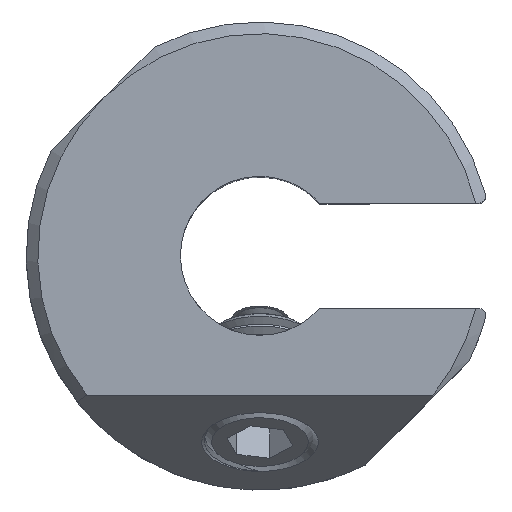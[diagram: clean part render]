
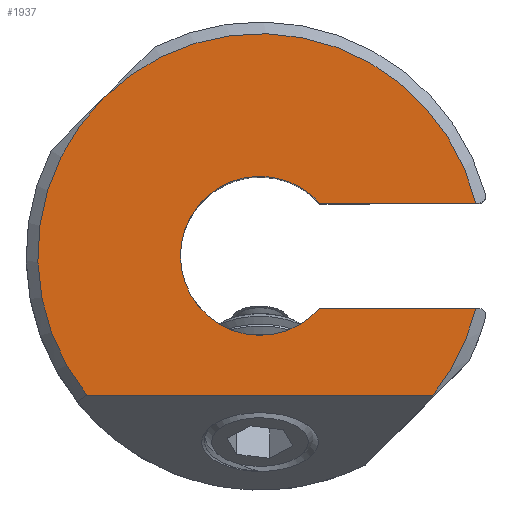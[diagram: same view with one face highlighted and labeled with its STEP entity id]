
A CAD part, top view. The second image highlights one B-rep face of the part: STEP entity #1937.
In plain terms, the highlighted planar face has unit normal (0, 0, 1).
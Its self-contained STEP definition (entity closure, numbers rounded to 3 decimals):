
#28=PLANE('',#2100);
#148=FACE_OUTER_BOUND('',#263,.T.);
#263=EDGE_LOOP('',(#1392,#1393,#1394,#1395,#1396,#1397,#1398));
#363=CIRCLE('',#2064,9.5);
#369=CIRCLE('',#2078,3.4);
#383=CIRCLE('',#2101,9.5);
#384=CIRCLE('',#2102,9.5);
#534=LINE('',#3750,#672);
#535=LINE('',#3753,#673);
#536=LINE('',#3755,#674);
#672=VECTOR('',#2404,1000.);
#673=VECTOR('',#2407,1000.);
#674=VECTOR('',#2408,1000.);
#797=VERTEX_POINT('',#3236);
#798=VERTEX_POINT('',#3237);
#815=VERTEX_POINT('',#3473);
#816=VERTEX_POINT('',#3475);
#857=VERTEX_POINT('',#3749);
#858=VERTEX_POINT('',#3751);
#859=VERTEX_POINT('',#3754);
#997=EDGE_CURVE('',#797,#798,#363,.T.);
#1020=EDGE_CURVE('',#815,#816,#369,.T.);
#1071=EDGE_CURVE('',#798,#857,#534,.T.);
#1072=EDGE_CURVE('',#857,#858,#383,.T.);
#1073=EDGE_CURVE('',#816,#858,#535,.T.);
#1074=EDGE_CURVE('',#859,#815,#536,.T.);
#1075=EDGE_CURVE('',#859,#797,#384,.T.);
#1392=ORIENTED_EDGE('',*,*,#1071,.T.);
#1393=ORIENTED_EDGE('',*,*,#1072,.T.);
#1394=ORIENTED_EDGE('',*,*,#1073,.F.);
#1395=ORIENTED_EDGE('',*,*,#1020,.F.);
#1396=ORIENTED_EDGE('',*,*,#1074,.F.);
#1397=ORIENTED_EDGE('',*,*,#1075,.T.);
#1398=ORIENTED_EDGE('',*,*,#997,.T.);
#1937=ADVANCED_FACE('',(#148),#28,.T.);
#2064=AXIS2_PLACEMENT_3D('',#3238,#2304,#2305);
#2078=AXIS2_PLACEMENT_3D('',#3476,#2335,#2336);
#2100=AXIS2_PLACEMENT_3D('',#3748,#2402,#2403);
#2101=AXIS2_PLACEMENT_3D('',#3752,#2405,#2406);
#2102=AXIS2_PLACEMENT_3D('',#3756,#2409,#2410);
#2304=DIRECTION('center_axis',(0.,0.,1.));
#2305=DIRECTION('ref_axis',(1.,0.,0.));
#2335=DIRECTION('center_axis',(0.,0.,1.));
#2336=DIRECTION('ref_axis',(1.,0.,0.));
#2402=DIRECTION('center_axis',(0.,0.,1.));
#2403=DIRECTION('ref_axis',(1.,0.,0.));
#2404=DIRECTION('',(1.,0.,0.));
#2405=DIRECTION('center_axis',(0.,0.,1.));
#2406=DIRECTION('ref_axis',(1.,0.,0.));
#2407=DIRECTION('',(1.,0.,0.));
#2408=DIRECTION('',(-1.,0.,0.));
#2409=DIRECTION('center_axis',(0.,0.,1.));
#2410=DIRECTION('ref_axis',(1.,0.,0.));
#3236=CARTESIAN_POINT('',(24.041,-14.587,11.15));
#3237=CARTESIAN_POINT('',(23.359,-27.263,11.15));
#3238=CARTESIAN_POINT('Origin',(30.758,-21.304,11.15));
#3473=CARTESIAN_POINT('',(33.307,-19.054,11.15));
#3475=CARTESIAN_POINT('',(33.307,-23.554,11.15));
#3476=CARTESIAN_POINT('Origin',(30.758,-21.304,11.15));
#3748=CARTESIAN_POINT('Origin',(30.758,-21.304,11.15));
#3749=CARTESIAN_POINT('',(38.157,-27.263,11.15));
#3750=CARTESIAN_POINT('',(20.758,-27.263,11.15));
#3751=CARTESIAN_POINT('',(39.988,-23.554,11.15));
#3752=CARTESIAN_POINT('Origin',(30.758,-21.304,11.15));
#3753=CARTESIAN_POINT('',(33.307,-23.554,11.15));
#3754=CARTESIAN_POINT('',(39.988,-19.054,11.15));
#3755=CARTESIAN_POINT('',(33.307,-19.054,11.15));
#3756=CARTESIAN_POINT('Origin',(30.758,-21.304,11.15));
